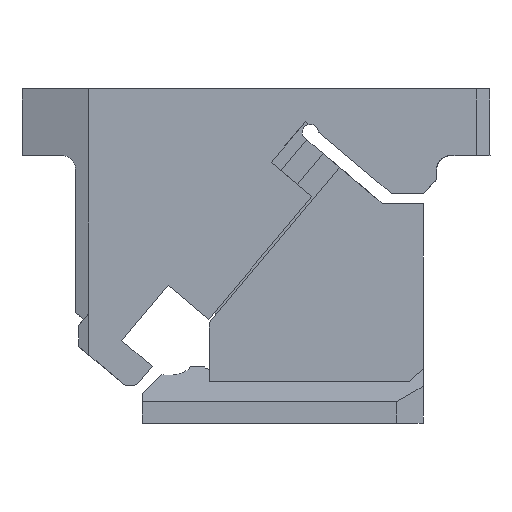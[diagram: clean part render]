
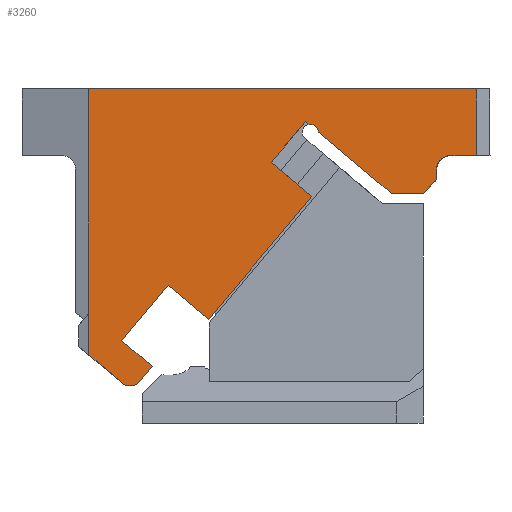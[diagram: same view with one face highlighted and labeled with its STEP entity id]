
A CAD part, front view. The second image highlights one B-rep face of the part: STEP entity #3260.
In plain terms, the highlighted planar face has unit normal (0, -1, 0).
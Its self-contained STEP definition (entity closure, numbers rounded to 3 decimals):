
#139=CARTESIAN_POINT('Vertex',(-125.,-26.,-40.86)) ;
#142=CARTESIAN_POINT('Line Origine',(-124.998,-26.,-40.857)) ;
#146=CARTESIAN_POINT('Vertex',(-124.995,-26.,-40.855)) ;
#262=CARTESIAN_POINT('Vertex',(-111.259,-26.,-68.045)) ;
#265=CARTESIAN_POINT('Line Origine',(-118.13,-26.,-62.28)) ;
#269=CARTESIAN_POINT('Vertex',(-125.,-26.,-56.515)) ;
#548=CARTESIAN_POINT('Line Origine',(-124.998,-26.,-40.853)) ;
#552=CARTESIAN_POINT('Vertex',(-125.,-26.,-40.851)) ;
#580=CARTESIAN_POINT('Line Origine',(-125.,-26.,-48.688)) ;
#605=CARTESIAN_POINT('Line Origine',(-109.146,-26.,-67.86)) ;
#609=CARTESIAN_POINT('Vertex',(-107.033,-26.,-67.675)) ;
#669=CARTESIAN_POINT('Line Origine',(-104.14,-26.,-64.228)) ;
#673=CARTESIAN_POINT('Vertex',(-101.248,-26.,-60.781)) ;
#693=CARTESIAN_POINT('Line Origine',(-106.993,-26.,-55.96)) ;
#697=CARTESIAN_POINT('Vertex',(-112.738,-26.,-51.139)) ;
#756=CARTESIAN_POINT('Vertex',(-43.96,-26.,30.828)) ;
#759=CARTESIAN_POINT('Line Origine',(-50.388,-26.,23.167)) ;
#763=CARTESIAN_POINT('Vertex',(-56.816,-26.,15.507)) ;
#784=CARTESIAN_POINT('Vertex',(-95.383,-26.,-30.456)) ;
#787=CARTESIAN_POINT('Line Origine',(-104.061,-26.,-40.798)) ;
#953=CARTESIAN_POINT('Vertex',(-42.182,-26.,29.724)) ;
#956=CARTESIAN_POINT('Axis2P3D Location',(-42.182,-26.,26.724)) ;
#960=CARTESIAN_POINT('Vertex',(-42.609,-26.,29.694)) ;
#1005=CARTESIAN_POINT('Axis2P3D Location',(-42.182,-26.,26.724)) ;
#1009=CARTESIAN_POINT('Vertex',(-39.183,-26.,26.819)) ;
#1033=CARTESIAN_POINT('Vertex',(-11.988,-26.,4.)) ;
#1036=CARTESIAN_POINT('Line Origine',(-25.586,-26.,15.41)) ;
#1053=CARTESIAN_POINT('Line Origine',(-5.994,-26.,4.)) ;
#1057=CARTESIAN_POINT('Vertex',(0.,-26.,4.)) ;
#1319=CARTESIAN_POINT('Vertex',(20.,-26.,18.)) ;
#1322=CARTESIAN_POINT('Line Origine',(15.,-26.,18.)) ;
#1326=CARTESIAN_POINT('Vertex',(10.,-26.,18.)) ;
#1451=CARTESIAN_POINT('Vertex',(-125.,-26.,43.)) ;
#1454=CARTESIAN_POINT('Line Origine',(-52.5,-26.,43.)) ;
#1458=CARTESIAN_POINT('Vertex',(20.,-26.,43.)) ;
#1651=CARTESIAN_POINT('Vertex',(-80.192,-26.,-43.203)) ;
#1654=CARTESIAN_POINT('Line Origine',(-87.788,-26.,-36.829)) ;
#1679=CARTESIAN_POINT('Vertex',(-41.625,-26.,2.76)) ;
#1682=CARTESIAN_POINT('Line Origine',(-60.908,-26.,-20.222)) ;
#1704=CARTESIAN_POINT('Line Origine',(-49.22,-26.,9.133)) ;
#1747=CARTESIAN_POINT('Line Origine',(-43.285,-26.,30.261)) ;
#1789=CARTESIAN_POINT('Vertex',(5.,-26.,9.)) ;
#1792=CARTESIAN_POINT('Line Origine',(2.5,-26.,6.5)) ;
#1826=CARTESIAN_POINT('Vertex',(5.,-26.,13.)) ;
#1829=CARTESIAN_POINT('Line Origine',(5.,-26.,11.)) ;
#1911=CARTESIAN_POINT('Axis2P3D Location',(10.,-26.,13.)) ;
#1928=CARTESIAN_POINT('Line Origine',(20.,-26.,30.5)) ;
#3224=CARTESIAN_POINT('Axis2P3D Location',(-143.1,-26.,21.21)) ;
#3229=CARTESIAN_POINT('Line Origine',(-125.,-26.,1.075)) ;
#143=DIRECTION('Vector Direction',(0.643,0.,0.766)) ;
#266=DIRECTION('Vector Direction',(0.766,0.,-0.643)) ;
#549=DIRECTION('Vector Direction',(0.766,0.,-0.643)) ;
#581=DIRECTION('Vector Direction',(0.,0.,1.)) ;
#606=DIRECTION('Vector Direction',(0.996,0.,0.087)) ;
#670=DIRECTION('Vector Direction',(0.643,0.,0.766)) ;
#694=DIRECTION('Vector Direction',(0.766,0.,-0.643)) ;
#760=DIRECTION('Vector Direction',(0.643,0.,0.766)) ;
#788=DIRECTION('Vector Direction',(0.643,0.,0.766)) ;
#957=DIRECTION('Axis2P3D Direction',(0.,1.,0.)) ;
#1006=DIRECTION('Axis2P3D Direction',(0.,1.,0.)) ;
#1037=DIRECTION('Vector Direction',(0.766,0.,-0.643)) ;
#1054=DIRECTION('Vector Direction',(1.,0.,0.)) ;
#1323=DIRECTION('Vector Direction',(1.,0.,0.)) ;
#1455=DIRECTION('Vector Direction',(1.,0.,0.)) ;
#1655=DIRECTION('Vector Direction',(0.766,0.,-0.643)) ;
#1683=DIRECTION('Vector Direction',(0.643,0.,0.766)) ;
#1705=DIRECTION('Vector Direction',(0.766,0.,-0.643)) ;
#1748=DIRECTION('Vector Direction',(0.766,0.,-0.643)) ;
#1793=DIRECTION('Vector Direction',(0.707,0.,0.707)) ;
#1830=DIRECTION('Vector Direction',(0.,0.,-1.)) ;
#1912=DIRECTION('Axis2P3D Direction',(0.,1.,0.)) ;
#1929=DIRECTION('Vector Direction',(0.,0.,1.)) ;
#3225=DIRECTION('Axis2P3D Direction',(0.,-1.,0.)) ;
#3226=DIRECTION('Axis2P3D XDirection',(0.,0.,-1.)) ;
#3230=DIRECTION('Vector Direction',(0.,0.,1.)) ;
#958=AXIS2_PLACEMENT_3D('Circle Axis2P3D',#956,#957,$) ;
#1007=AXIS2_PLACEMENT_3D('Circle Axis2P3D',#1005,#1006,$) ;
#1913=AXIS2_PLACEMENT_3D('Circle Axis2P3D',#1911,#1912,$) ;
#3227=AXIS2_PLACEMENT_3D('Plane Axis2P3D',#3224,#3225,#3226) ;
#3235=ORIENTED_EDGE('',*,*,#3233,.F.) ;
#3236=ORIENTED_EDGE('',*,*,#554,.T.) ;
#3237=ORIENTED_EDGE('',*,*,#148,.F.) ;
#3238=ORIENTED_EDGE('',*,*,#584,.F.) ;
#3239=ORIENTED_EDGE('',*,*,#271,.T.) ;
#3240=ORIENTED_EDGE('',*,*,#611,.T.) ;
#3241=ORIENTED_EDGE('',*,*,#675,.T.) ;
#3242=ORIENTED_EDGE('',*,*,#699,.F.) ;
#3243=ORIENTED_EDGE('',*,*,#791,.T.) ;
#3244=ORIENTED_EDGE('',*,*,#1658,.T.) ;
#3245=ORIENTED_EDGE('',*,*,#1686,.T.) ;
#3246=ORIENTED_EDGE('',*,*,#1708,.F.) ;
#3247=ORIENTED_EDGE('',*,*,#765,.T.) ;
#3248=ORIENTED_EDGE('',*,*,#1751,.T.) ;
#3249=ORIENTED_EDGE('',*,*,#962,.F.) ;
#3250=ORIENTED_EDGE('',*,*,#1011,.F.) ;
#3251=ORIENTED_EDGE('',*,*,#1040,.T.) ;
#3252=ORIENTED_EDGE('',*,*,#1059,.T.) ;
#3253=ORIENTED_EDGE('',*,*,#1796,.T.) ;
#3254=ORIENTED_EDGE('',*,*,#1833,.F.) ;
#3255=ORIENTED_EDGE('',*,*,#1915,.F.) ;
#3256=ORIENTED_EDGE('',*,*,#1328,.T.) ;
#3257=ORIENTED_EDGE('',*,*,#1932,.T.) ;
#3258=ORIENTED_EDGE('',*,*,#1460,.F.) ;
#144=VECTOR('Line Direction',#143,1.) ;
#267=VECTOR('Line Direction',#266,1.) ;
#550=VECTOR('Line Direction',#549,1.) ;
#582=VECTOR('Line Direction',#581,1.) ;
#607=VECTOR('Line Direction',#606,1.) ;
#671=VECTOR('Line Direction',#670,1.) ;
#695=VECTOR('Line Direction',#694,1.) ;
#761=VECTOR('Line Direction',#760,1.) ;
#789=VECTOR('Line Direction',#788,1.) ;
#1038=VECTOR('Line Direction',#1037,1.) ;
#1055=VECTOR('Line Direction',#1054,1.) ;
#1324=VECTOR('Line Direction',#1323,1.) ;
#1456=VECTOR('Line Direction',#1455,1.) ;
#1656=VECTOR('Line Direction',#1655,1.) ;
#1684=VECTOR('Line Direction',#1683,1.) ;
#1706=VECTOR('Line Direction',#1705,1.) ;
#1749=VECTOR('Line Direction',#1748,1.) ;
#1794=VECTOR('Line Direction',#1793,1.) ;
#1831=VECTOR('Line Direction',#1830,1.) ;
#1930=VECTOR('Line Direction',#1929,1.) ;
#3231=VECTOR('Line Direction',#3230,1.) ;
#3260=ADVANCED_FACE('CAM HOLDER',(#3259),#3228,.T.) ;
#959=CIRCLE('generated circle',#958,3.) ;
#1008=CIRCLE('generated circle',#1007,3.) ;
#1914=CIRCLE('generated circle',#1913,5.) ;
#148=EDGE_CURVE('',#140,#147,#145,.T.) ;
#271=EDGE_CURVE('',#270,#263,#268,.T.) ;
#554=EDGE_CURVE('',#553,#147,#551,.T.) ;
#584=EDGE_CURVE('',#270,#140,#583,.T.) ;
#611=EDGE_CURVE('',#263,#610,#608,.T.) ;
#675=EDGE_CURVE('',#610,#674,#672,.T.) ;
#699=EDGE_CURVE('',#698,#674,#696,.T.) ;
#765=EDGE_CURVE('',#764,#757,#762,.T.) ;
#791=EDGE_CURVE('',#698,#785,#790,.T.) ;
#962=EDGE_CURVE('',#954,#961,#959,.F.) ;
#1011=EDGE_CURVE('',#1010,#954,#1008,.F.) ;
#1040=EDGE_CURVE('',#1010,#1034,#1039,.T.) ;
#1059=EDGE_CURVE('',#1034,#1058,#1056,.T.) ;
#1328=EDGE_CURVE('',#1327,#1320,#1325,.T.) ;
#1460=EDGE_CURVE('',#1452,#1459,#1457,.T.) ;
#1658=EDGE_CURVE('',#785,#1652,#1657,.T.) ;
#1686=EDGE_CURVE('',#1652,#1680,#1685,.T.) ;
#1708=EDGE_CURVE('',#764,#1680,#1707,.T.) ;
#1751=EDGE_CURVE('',#757,#961,#1750,.T.) ;
#1796=EDGE_CURVE('',#1058,#1790,#1795,.T.) ;
#1833=EDGE_CURVE('',#1827,#1790,#1832,.T.) ;
#1915=EDGE_CURVE('',#1327,#1827,#1914,.F.) ;
#1932=EDGE_CURVE('',#1320,#1459,#1931,.T.) ;
#3233=EDGE_CURVE('',#553,#1452,#3232,.T.) ;
#3234=EDGE_LOOP('',(#3235,#3236,#3237,#3238,#3239,#3240,#3241,#3242,#3243,#3244,#3245,#3246,#3247,#3248,#3249,#3250,#3251,#3252,#3253,#3254,#3255,#3256,#3257,#3258)) ;
#3259=FACE_OUTER_BOUND('',#3234,.T.) ;
#145=LINE('Line',#142,#144) ;
#268=LINE('Line',#265,#267) ;
#551=LINE('Line',#548,#550) ;
#583=LINE('Line',#580,#582) ;
#608=LINE('Line',#605,#607) ;
#672=LINE('Line',#669,#671) ;
#696=LINE('Line',#693,#695) ;
#762=LINE('Line',#759,#761) ;
#790=LINE('Line',#787,#789) ;
#1039=LINE('Line',#1036,#1038) ;
#1056=LINE('Line',#1053,#1055) ;
#1325=LINE('Line',#1322,#1324) ;
#1457=LINE('Line',#1454,#1456) ;
#1657=LINE('Line',#1654,#1656) ;
#1685=LINE('Line',#1682,#1684) ;
#1707=LINE('Line',#1704,#1706) ;
#1750=LINE('Line',#1747,#1749) ;
#1795=LINE('Line',#1792,#1794) ;
#1832=LINE('Line',#1829,#1831) ;
#1931=LINE('Line',#1928,#1930) ;
#3232=LINE('Line',#3229,#3231) ;
#3228=PLANE('Plane',#3227) ;
#140=VERTEX_POINT('',#139) ;
#147=VERTEX_POINT('',#146) ;
#263=VERTEX_POINT('',#262) ;
#270=VERTEX_POINT('',#269) ;
#553=VERTEX_POINT('',#552) ;
#610=VERTEX_POINT('',#609) ;
#674=VERTEX_POINT('',#673) ;
#698=VERTEX_POINT('',#697) ;
#757=VERTEX_POINT('',#756) ;
#764=VERTEX_POINT('',#763) ;
#785=VERTEX_POINT('',#784) ;
#954=VERTEX_POINT('',#953) ;
#961=VERTEX_POINT('',#960) ;
#1010=VERTEX_POINT('',#1009) ;
#1034=VERTEX_POINT('',#1033) ;
#1058=VERTEX_POINT('',#1057) ;
#1320=VERTEX_POINT('',#1319) ;
#1327=VERTEX_POINT('',#1326) ;
#1452=VERTEX_POINT('',#1451) ;
#1459=VERTEX_POINT('',#1458) ;
#1652=VERTEX_POINT('',#1651) ;
#1680=VERTEX_POINT('',#1679) ;
#1790=VERTEX_POINT('',#1789) ;
#1827=VERTEX_POINT('',#1826) ;
